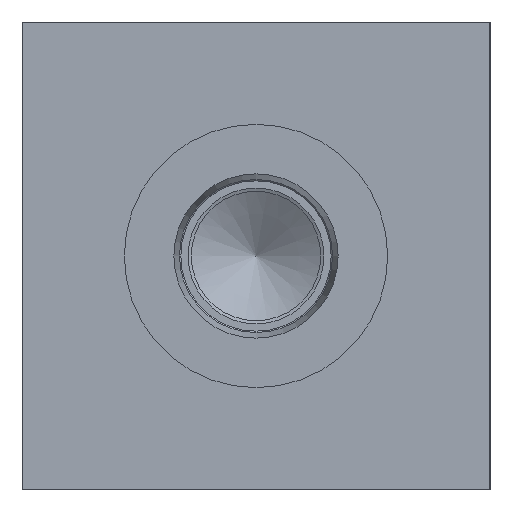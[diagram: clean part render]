
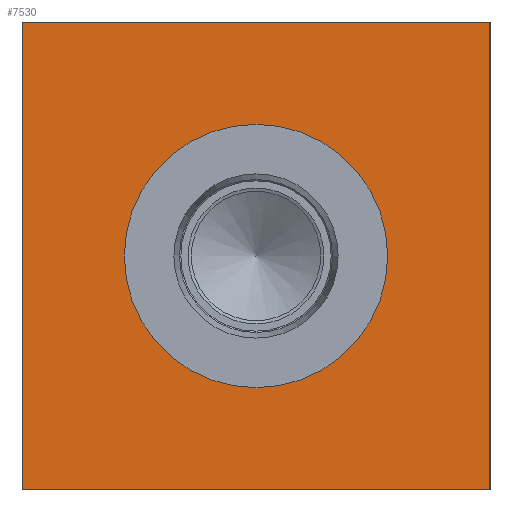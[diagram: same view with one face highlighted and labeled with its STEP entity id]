
A CAD part, left-side view. The second image highlights one B-rep face of the part: STEP entity #7530.
In plain terms, the highlighted planar face has unit normal (-1, 0, 0).
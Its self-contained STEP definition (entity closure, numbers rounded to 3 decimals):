
#152=CIRCLE('',#7877,12.51);
#153=CIRCLE('',#7878,12.51);
#517=FACE_BOUND('',#1334,.T.);
#905=FACE_OUTER_BOUND('',#1333,.T.);
#1333=EDGE_LOOP('',(#6573,#6574,#6575,#6576));
#1334=EDGE_LOOP('',(#6577,#6578));
#1729=LINE('',#10451,#2457);
#2069=LINE('',#12832,#2797);
#2070=LINE('',#12833,#2798);
#2071=LINE('',#12834,#2799);
#2457=VECTOR('',#8619,10.);
#2797=VECTOR('',#9525,10.);
#2798=VECTOR('',#9526,10.);
#2799=VECTOR('',#9527,10.);
#3067=VERTEX_POINT('',#10444);
#3070=VERTEX_POINT('',#10449);
#3445=VERTEX_POINT('',#12659);
#3446=VERTEX_POINT('',#12660);
#3499=VERTEX_POINT('',#12830);
#3500=VERTEX_POINT('',#12831);
#3899=EDGE_CURVE('',#3070,#3067,#1729,.T.);
#4449=EDGE_CURVE('',#3445,#3446,#152,.T.);
#4450=EDGE_CURVE('',#3446,#3445,#153,.T.);
#4533=EDGE_CURVE('',#3499,#3500,#2069,.T.);
#4534=EDGE_CURVE('',#3500,#3067,#2070,.T.);
#4535=EDGE_CURVE('',#3499,#3070,#2071,.T.);
#6573=ORIENTED_EDGE('',*,*,#4533,.T.);
#6574=ORIENTED_EDGE('',*,*,#4534,.T.);
#6575=ORIENTED_EDGE('',*,*,#3899,.F.);
#6576=ORIENTED_EDGE('',*,*,#4535,.F.);
#6577=ORIENTED_EDGE('',*,*,#4449,.T.);
#6578=ORIENTED_EDGE('',*,*,#4450,.T.);
#6846=PLANE('',#7965);
#7530=ADVANCED_FACE('',(#905,#517),#6846,.T.);
#7877=AXIS2_PLACEMENT_3D('',#12661,#9319,#9320);
#7878=AXIS2_PLACEMENT_3D('',#12662,#9321,#9322);
#7965=AXIS2_PLACEMENT_3D('',#12829,#9523,#9524);
#8619=DIRECTION('',(0.,-1.,0.));
#9319=DIRECTION('center_axis',(1.,0.,0.));
#9320=DIRECTION('ref_axis',(0.,0.,1.));
#9321=DIRECTION('center_axis',(1.,0.,0.));
#9322=DIRECTION('ref_axis',(0.,0.,1.));
#9523=DIRECTION('center_axis',(-1.,0.,0.));
#9524=DIRECTION('ref_axis',(0.,-1.,0.));
#9525=DIRECTION('',(0.,-1.,0.));
#9526=DIRECTION('',(0.,0.,1.));
#9527=DIRECTION('',(0.,0.,1.));
#10444=CARTESIAN_POINT('',(0.,0.,44.45));
#10449=CARTESIAN_POINT('',(0.,44.45,44.45));
#10451=CARTESIAN_POINT('',(0.,44.45,44.45));
#12659=CARTESIAN_POINT('',(0.,22.225,34.735));
#12660=CARTESIAN_POINT('',(0.,22.225,9.716));
#12661=CARTESIAN_POINT('Origin',(0.,22.225,22.225));
#12662=CARTESIAN_POINT('Origin',(0.,22.225,22.225));
#12829=CARTESIAN_POINT('Origin',(0.,44.45,0.));
#12830=CARTESIAN_POINT('',(0.,44.45,0.));
#12831=CARTESIAN_POINT('',(0.,0.,0.));
#12832=CARTESIAN_POINT('',(0.,44.45,0.));
#12833=CARTESIAN_POINT('',(0.,0.,0.));
#12834=CARTESIAN_POINT('',(0.,44.45,0.));
